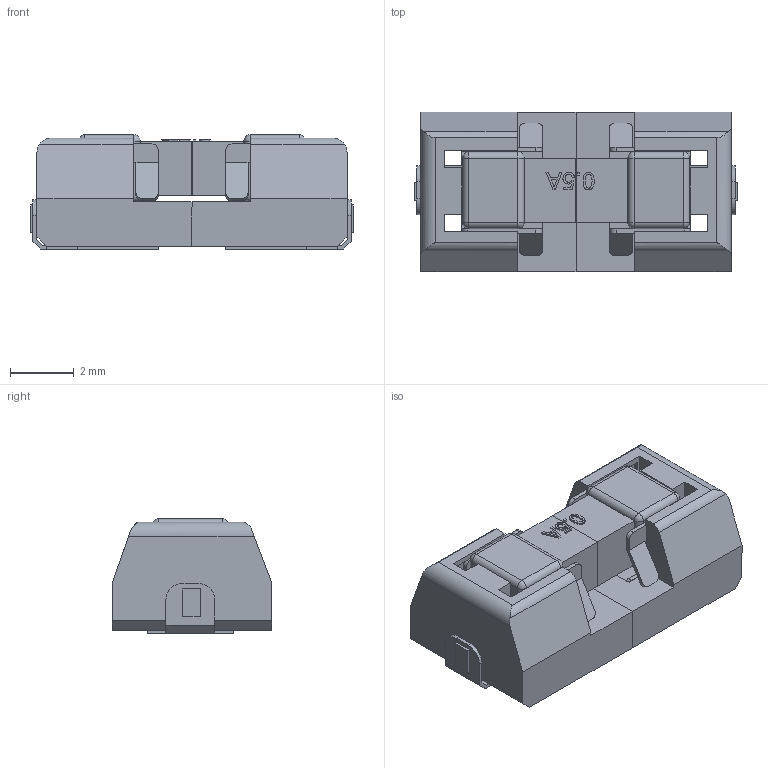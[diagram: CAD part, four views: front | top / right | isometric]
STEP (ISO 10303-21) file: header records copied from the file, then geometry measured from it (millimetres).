
FILE_DESCRIPTION(/* description */ (''),/* implementation_level */ '2;1');
FILE_NAME(/* name */ 'Littelfuse 0154.500DRT v5.step',/* time_stamp */ '2020-06-24T22:35:46+02:00',/* author */ (''),/* organization */ (''),/* preprocessor_version */ 'ST-DEVELOPER v18.1',/* originating_system */ 'Autodesk Translation Framework v9.3.0.1241',/* authorisation */ '');
FILE_SCHEMA (('AUTOMOTIVE_DESIGN { 1 0 10303 214 3 1 1 }'));
Length unit declared in the file: millimetre
Products named in the file (5): Littelfuse 0154.500DRT; Komponente1; Komponente2; Komponente3; Komponente4
Assembly tree (4 placements, depth 2):
  Littelfuse 0154.500DRT
    Komponente1
    Komponente2
    Komponente3
    Komponente4
Bounding box: 10.13 x 5 x 3.58 mm (x, y, z)
Volume: 114.1 mm3; surface area: 435.7 mm2
Topology: 12 solids, 12 shells, 365 faces, 967 edges, 626 vertices
Faces by surface type: plane 254, cylinder 58, bspline 37, sphere 16
Entity records: 11717 total; most frequent: CARTESIAN_POINT 2637, ORIENTED_EDGE 1934, DIRECTION 1677, EDGE_CURVE 967, LINE 777, VECTOR 777, VERTEX_POINT 626, AXIS2_PLACEMENT_3D 450
